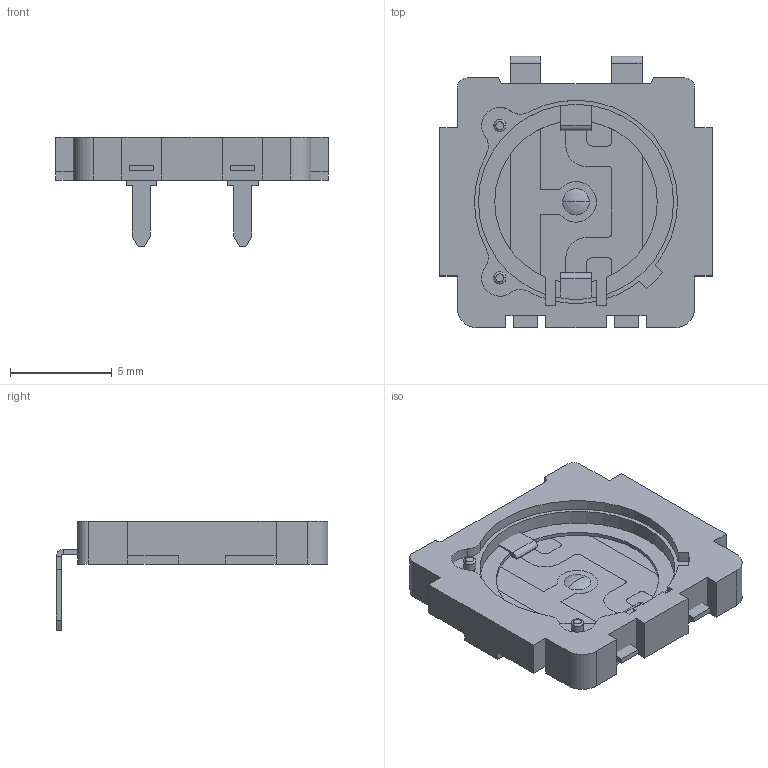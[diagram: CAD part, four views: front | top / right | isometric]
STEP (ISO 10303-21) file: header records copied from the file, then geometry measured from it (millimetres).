
FILE_DESCRIPTION(('FreeCAD Model'),'2;1');
FILE_NAME('Open CASCADE Shape Model','2024-06-26T11:25:42',('FreeCAD'),( 'FreeCAD'),'Open CASCADE STEP processor 7.6','FreeCAD','Unknown');
FILE_SCHEMA(('AUTOMOTIVE_DESIGN { 1 0 10303 214 1 1 1 1 }'));
Length unit declared in the file: millimetre
Products named in the file (1): Open CASCADE STEP translator 7.6 1
Bounding box: 13.4 x 13.37 x 5.38 mm (x, y, z)
Volume: 217.1 mm3; surface area: 626.4 mm2
Topology: 3 solids, 3 shells, 233 faces, 594 edges, 379 vertices
Faces by surface type: plane 156, cylinder 71, torus 4, revolution 2
Entity records: 6990 total; most frequent: DIRECTION 1220, CARTESIAN_POINT 1217, ORIENTED_EDGE 1184, EDGE_CURVE 592, LINE 430, VECTOR 430, AXIS2_PLACEMENT_3D 394, VERTEX_POINT 379
